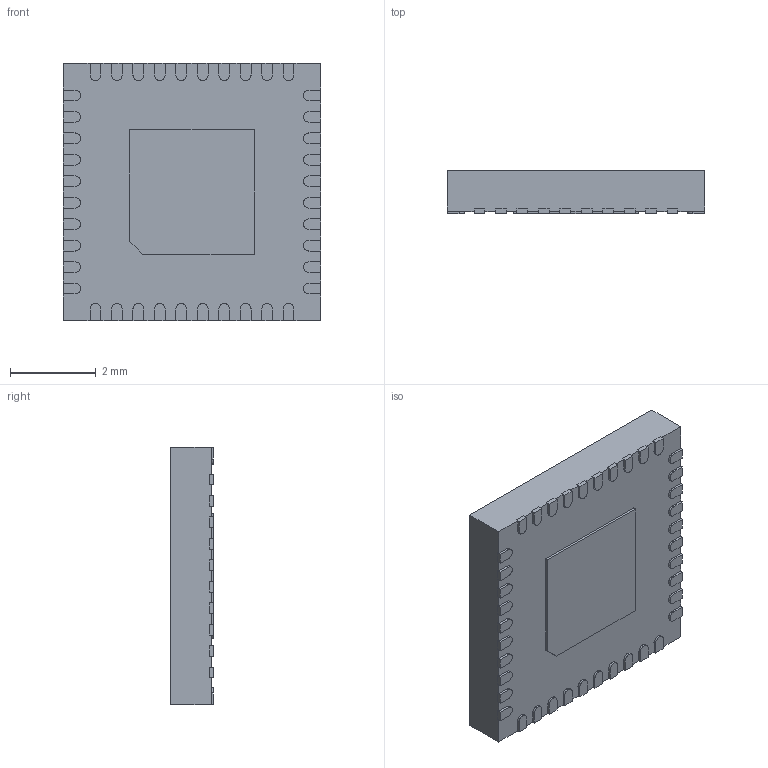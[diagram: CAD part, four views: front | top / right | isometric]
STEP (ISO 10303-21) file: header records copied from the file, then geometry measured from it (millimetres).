
FILE_DESCRIPTION (( 'STEP AP214' ), '1' );
FILE_NAME ('MSP430FR5739IRHAT.STEP', '2023-08-27T10:01:23', ( '' ), ( '' ), 'SwSTEP 2.0', 'SolidWorks 2021', '' );
FILE_SCHEMA (( 'AUTOMOTIVE_DESIGN' ));
Length unit declared in the file: millimetre
Products named in the file (1): MSP430FR5739IRHAT
Bounding box: 6 x 1 x 6 mm (x, y, z)
Volume: 34.8 mm3; surface area: 127.4 mm2
Topology: 43 solids, 43 shells, 446 faces, 1074 edges, 716 vertices
Faces by surface type: plane 342, cylinder 104
Entity records: 13318 total; most frequent: CARTESIAN_POINT 2237, DIRECTION 2176, ORIENTED_EDGE 2148, EDGE_CURVE 1074, LINE 866, VECTOR 866, VERTEX_POINT 716, AXIS2_PLACEMENT_3D 655
